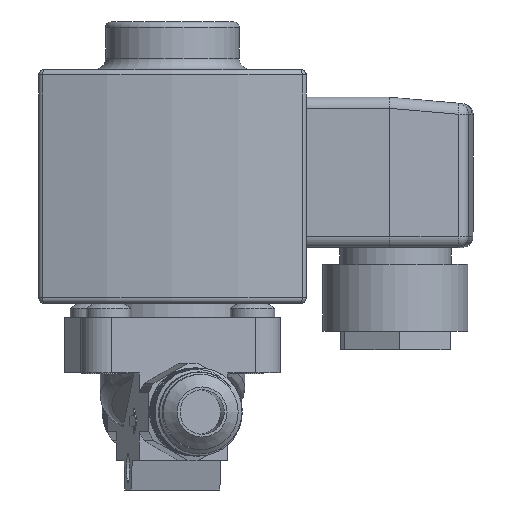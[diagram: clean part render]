
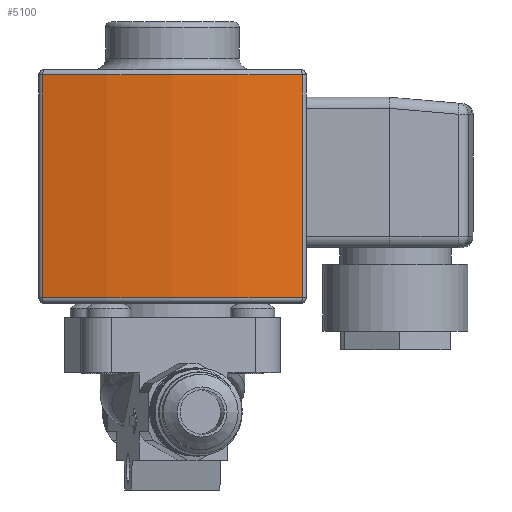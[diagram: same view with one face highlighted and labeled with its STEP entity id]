
A CAD part, front view. The second image highlights one B-rep face of the part: STEP entity #5100.
In plain terms, the highlighted cylindrical face has radius 82 mm (diameter 164 mm), a partial arc.
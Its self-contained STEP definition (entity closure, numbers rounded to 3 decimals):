
#430=LINE('',#13205,#839);
#431=LINE('',#13209,#840);
#839=VECTOR('',#6802,1000.);
#840=VECTOR('',#6805,1000.);
#1030=CYLINDRICAL_SURFACE('',#5598,82.);
#1288=FACE_OUTER_BOUND('',#1605,.T.);
#1605=EDGE_LOOP('',(#4272,#4273,#4274,#4275));
#1909=CIRCLE('',#5599,82.);
#1910=CIRCLE('',#5600,82.);
#2382=VERTEX_POINT('',#13203);
#2383=VERTEX_POINT('',#13204);
#2384=VERTEX_POINT('',#13206);
#2385=VERTEX_POINT('',#13208);
#3044=EDGE_CURVE('',#2382,#2383,#430,.T.);
#3045=EDGE_CURVE('',#2383,#2384,#1909,.T.);
#3046=EDGE_CURVE('',#2384,#2385,#431,.T.);
#3047=EDGE_CURVE('',#2385,#2382,#1910,.T.);
#4272=ORIENTED_EDGE('',*,*,#3044,.T.);
#4273=ORIENTED_EDGE('',*,*,#3045,.T.);
#4274=ORIENTED_EDGE('',*,*,#3046,.T.);
#4275=ORIENTED_EDGE('',*,*,#3047,.T.);
#5100=ADVANCED_FACE('',(#1288),#1030,.T.);
#5598=AXIS2_PLACEMENT_3D('',#13202,#6800,#6801);
#5599=AXIS2_PLACEMENT_3D('',#13207,#6803,#6804);
#5600=AXIS2_PLACEMENT_3D('',#13210,#6806,#6807);
#6800=DIRECTION('center_axis',(0.,0.,1.));
#6801=DIRECTION('ref_axis',(1.,0.,0.));
#6802=DIRECTION('',(0.,0.,-1.));
#6803=DIRECTION('center_axis',(0.,0.,1.));
#6804=DIRECTION('ref_axis',(1.,0.,0.));
#6805=DIRECTION('',(0.,0.,1.));
#6806=DIRECTION('center_axis',(0.,0.,-1.));
#6807=DIRECTION('ref_axis',(1.,0.,0.));
#13202=CARTESIAN_POINT('Origin',(-17.052,57.106,56.9));
#13203=CARTESIAN_POINT('',(-40.336,-21.519,97.9));
#13204=CARTESIAN_POINT('',(-40.336,-21.519,57.9));
#13205=CARTESIAN_POINT('',(-40.336,-21.519,56.9));
#13206=CARTESIAN_POINT('',(6.232,-21.519,57.9));
#13207=CARTESIAN_POINT('Origin',(-17.052,57.106,57.9));
#13208=CARTESIAN_POINT('',(6.232,-21.519,97.9));
#13209=CARTESIAN_POINT('',(6.232,-21.519,56.9));
#13210=CARTESIAN_POINT('Origin',(-17.052,57.106,97.9));
